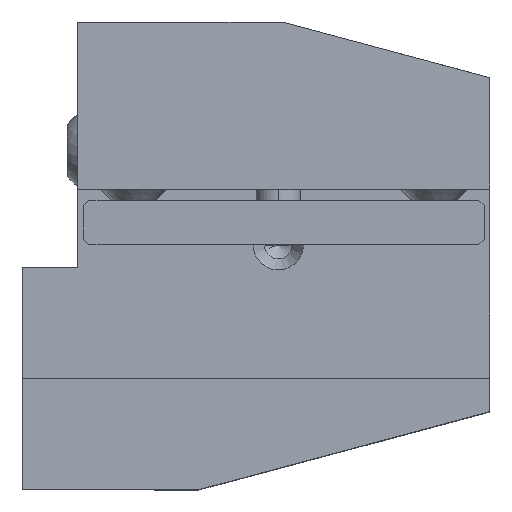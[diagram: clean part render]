
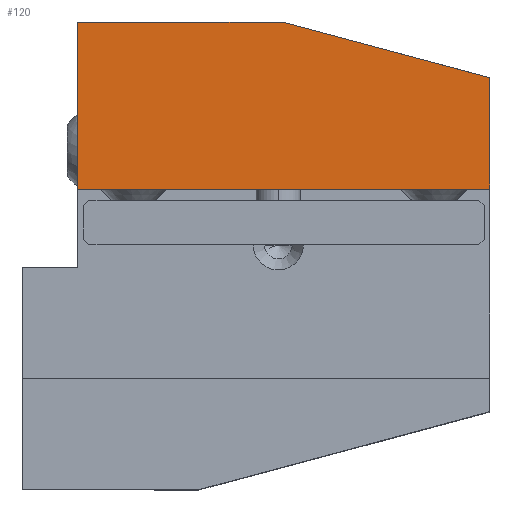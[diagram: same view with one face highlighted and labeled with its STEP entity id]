
A CAD part, top view. The second image highlights one B-rep face of the part: STEP entity #120.
In plain terms, the highlighted planar face has unit normal (0, 0, 1).
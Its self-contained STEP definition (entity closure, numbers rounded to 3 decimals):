
#112 = DIRECTION ( 'NONE',  ( -1., 0., 0. ) ) ;
#120 = ADVANCED_FACE ( 'NONE', ( #4518 ), #7910, .T. ) ;
#375 = EDGE_CURVE ( 'NONE', #1305, #4329, #546, .T. ) ;
#476 = CARTESIAN_POINT ( 'NONE',  ( -19.049, -3.271, 55.462 ) ) ;
#546 = LINE ( 'NONE', #5052, #5930 ) ;
#801 = CARTESIAN_POINT ( 'NONE',  ( -19.049, 6.729, 55.462 ) ) ;
#869 = VECTOR ( 'NONE', #5640, 1000. ) ;
#1133 = ORIENTED_EDGE ( 'NONE', *, *, #4710, .F. ) ;
#1243 = DIRECTION ( 'NONE',  ( 0., 1., 0. ) ) ;
#1305 = VERTEX_POINT ( 'NONE', #476 ) ;
#1669 = VECTOR ( 'NONE', #1243, 1000. ) ;
#1781 = EDGE_LOOP ( 'NONE', ( #6330, #7795, #4317, #1133, #8182 ) ) ;
#1882 = VERTEX_POINT ( 'NONE', #801 ) ;
#2646 = EDGE_CURVE ( 'NONE', #4225, #4927, #7537, .T. ) ;
#2836 = CARTESIAN_POINT ( 'NONE',  ( -61.049, -30.271, 55.462 ) ) ;
#3163 = CARTESIAN_POINT ( 'NONE',  ( -56.049, 11.729, 55.462 ) ) ;
#3244 = EDGE_CURVE ( 'NONE', #1305, #1882, #7229, .T. ) ;
#3292 = CARTESIAN_POINT ( 'NONE',  ( -61.049, 11.729, 55.462 ) ) ;
#3837 = LINE ( 'NONE', #7609, #7177 ) ;
#3930 = CARTESIAN_POINT ( 'NONE',  ( -37.71, 11.729, 55.462 ) ) ;
#4042 = DIRECTION ( 'NONE',  ( 0., 0., 1. ) ) ;
#4225 = VERTEX_POINT ( 'NONE', #3930 ) ;
#4317 = ORIENTED_EDGE ( 'NONE', *, *, #3244, .T. ) ;
#4329 = VERTEX_POINT ( 'NONE', #7822 ) ;
#4407 = DIRECTION ( 'NONE',  ( -1., 0., 0. ) ) ;
#4413 = DIRECTION ( 'NONE',  ( 0.966, -0.259, 0. ) ) ;
#4518 = FACE_OUTER_BOUND ( 'NONE', #1781, .T. ) ;
#4566 = CARTESIAN_POINT ( 'NONE',  ( -19.049, 11.729, 55.462 ) ) ;
#4710 = EDGE_CURVE ( 'NONE', #4225, #1882, #3837, .T. ) ;
#4927 = VERTEX_POINT ( 'NONE', #7184 ) ;
#5052 = CARTESIAN_POINT ( 'NONE',  ( -19.049, -3.271, 55.462 ) ) ;
#5408 = VECTOR ( 'NONE', #112, 1000. ) ;
#5625 = LINE ( 'NONE', #3163, #869 ) ;
#5640 = DIRECTION ( 'NONE',  ( 0., 1., 0. ) ) ;
#5930 = VECTOR ( 'NONE', #4407, 1000. ) ;
#6330 = ORIENTED_EDGE ( 'NONE', *, *, #6812, .F. ) ;
#6812 = EDGE_CURVE ( 'NONE', #4329, #4927, #5625, .T. ) ;
#7177 = VECTOR ( 'NONE', #4413, 1000. ) ;
#7184 = CARTESIAN_POINT ( 'NONE',  ( -56.049, 11.729, 55.462 ) ) ;
#7229 = LINE ( 'NONE', #4566, #1669 ) ;
#7362 = DIRECTION ( 'NONE',  ( 1., 0., 0. ) ) ;
#7480 = AXIS2_PLACEMENT_3D ( 'NONE', #2836, #4042, #7362 ) ;
#7537 = LINE ( 'NONE', #3292, #5408 ) ;
#7609 = CARTESIAN_POINT ( 'NONE',  ( -37.71, 11.729, 55.462 ) ) ;
#7795 = ORIENTED_EDGE ( 'NONE', *, *, #375, .F. ) ;
#7822 = CARTESIAN_POINT ( 'NONE',  ( -56.049, -3.271, 55.462 ) ) ;
#7910 = PLANE ( 'NONE',  #7480 ) ;
#8182 = ORIENTED_EDGE ( 'NONE', *, *, #2646, .T. ) ;
